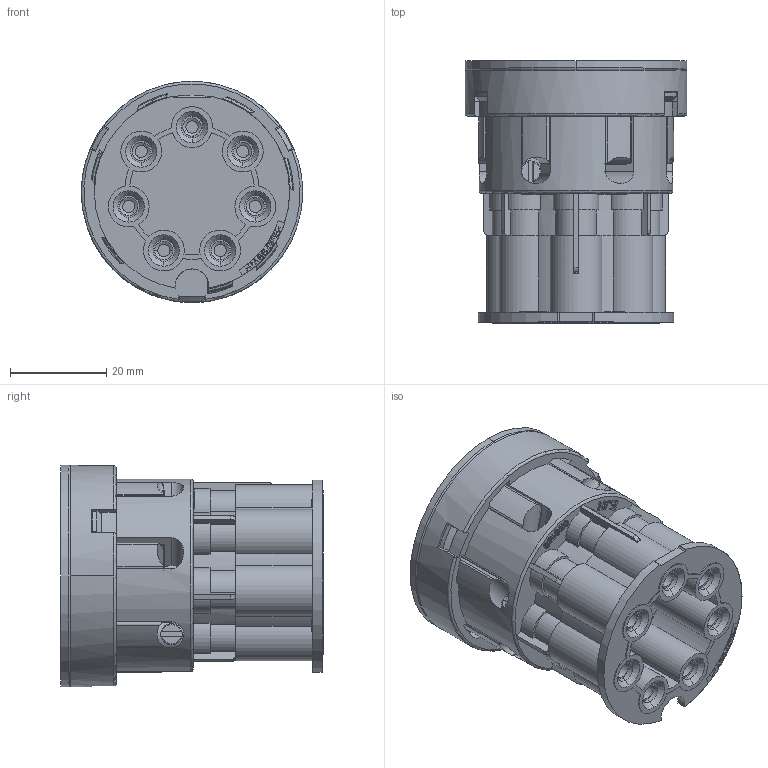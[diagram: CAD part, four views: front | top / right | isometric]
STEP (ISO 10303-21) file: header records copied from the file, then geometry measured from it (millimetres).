
FILE_DESCRIPTION((''),'2;1');
FILE_NAME('381259_SW0001','2021-04-20T11:52:10',('teru'),(''),'CREO PARAMETRIC BY PTC INC, 2017380','CREO PARAMETRIC BY PTC INC, 2017380','');
FILE_SCHEMA(('CONFIG_CONTROL_DESIGN'));
Products named in the file (1): 381259_SW0001
Bounding box: 46 x 54.5 x 46 mm (x, y, z)
Volume: 37123.7 mm3; surface area: 28967.9 mm2
Topology: 1 solids, 2 shells, 2154 faces, 6145 edges, 4028 vertices
Faces by surface type: plane 1603, cylinder 378, cone 82, torus 52, sphere 26, bspline 13
Entity records: 72953 total; most frequent: CARTESIAN_POINT 16456, ORIENTED_EDGE 12290, DIRECTION 11108, EDGE_CURVE 6145, VECTOR 4756, LINE 4756, VERTEX_POINT 4028, AXIS2_PLACEMENT_3D 3176
